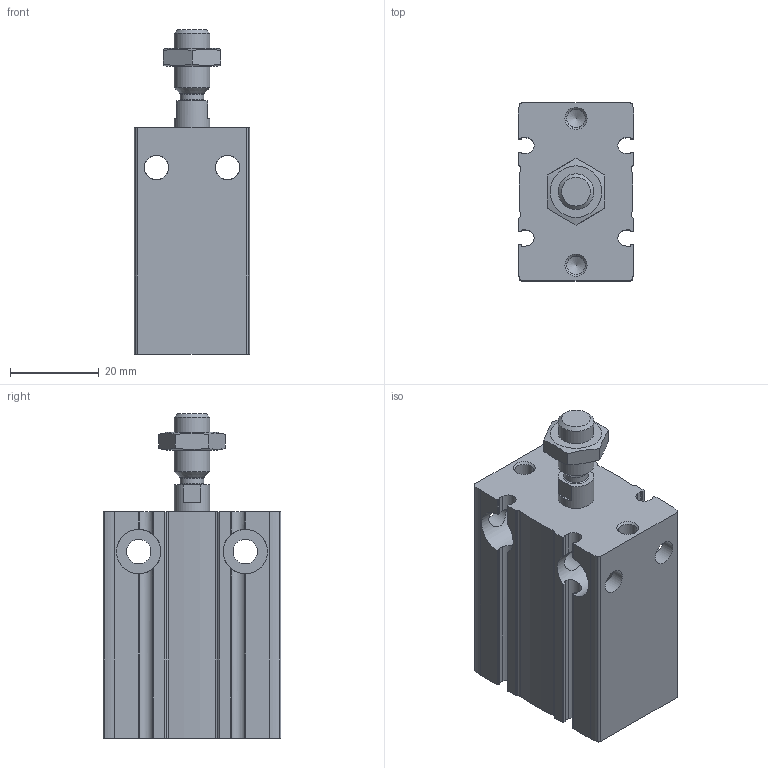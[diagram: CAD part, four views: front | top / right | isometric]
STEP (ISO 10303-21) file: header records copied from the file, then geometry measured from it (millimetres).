
FILE_DESCRIPTION(/* description */ ('STEP AP214'),/* implementation_level */ '2;1');
FILE_NAME(/* name */ '4840807_DPDM-20-5-S-PA',/* time_stamp */ '2024-08-20T20:17:48+02:00',/* author */ ('License CC BY-ND 4.0'),/* organization */ ('CADENAS'),/* preprocessor_version */ 'ST-DEVELOPER v19.3',/* originating_system */ 'PARTsolutions',/* authorisation */ ' ');
FILE_SCHEMA (('AUTOMOTIVE_DESIGN {1 0 10303 214 3 1 1}'));
Length unit declared in the file: millimetre
Products named in the file (5): 4840807 DPDM-20-5-S-PA---(0); 4654766 DPDM-5-S---(h); 340115 M5; 4654766 DPDM-5-S---(r); ISO 4035 M8(F)
Assembly tree (4 placements, depth 2):
  4840807 DPDM-20-5-S-PA---(0)
    4654766 DPDM-5-S---(h)
    340115 M5
    4654766 DPDM-5-S---(r)
    ISO 4035 M8(F)
Bounding box: 26 x 40 x 73 mm (x, y, z)
Volume: 45855.9 mm3; surface area: 16809.7 mm2
Topology: 4 solids, 4 shells, 211 faces, 573 edges, 376 vertices
Faces by surface type: cylinder 108, plane 80, cone 21, torus 2
Full cylindrical faces by diameter (mm): 2.5 x1, 3.95 x1, 4.134 x6, 5 x1, 5.333 x1, 5.5 x8, 6.647 x1, 8 x3, 10 x4, 18 x1, 20 x2, 22 x1
Entity records: 6534 total; most frequent: CARTESIAN_POINT 1464, DIRECTION 1014, ORIENTED_EDGE 976, EDGE_CURVE 488, AXIS2_PLACEMENT_3D 394, VERTEX_POINT 354, FACE_BOUND 294, EDGE_LOOP 288
